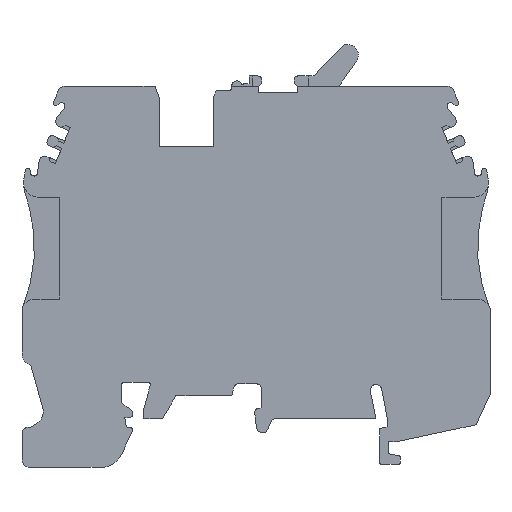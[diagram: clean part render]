
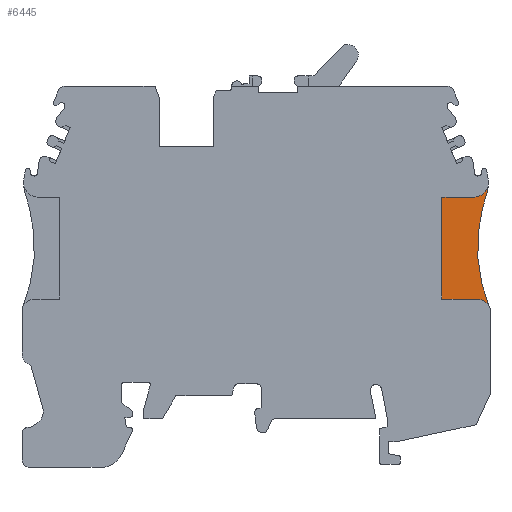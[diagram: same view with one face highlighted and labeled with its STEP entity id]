
A CAD part, front view. The second image highlights one B-rep face of the part: STEP entity #6445.
In plain terms, the highlighted planar face has unit normal (0, -1, 0).
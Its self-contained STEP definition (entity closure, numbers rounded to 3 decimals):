
#117=CIRCLE('',#6715,2.);
#118=CIRCLE('',#6716,20.4);
#119=CIRCLE('',#6717,6.534);
#120=CIRCLE('',#6718,11.425);
#121=CIRCLE('',#6719,2.);
#322=ORIENTED_EDGE('',*,*,#1738,.F.);
#323=ORIENTED_EDGE('',*,*,#1739,.T.);
#324=ORIENTED_EDGE('',*,*,#1740,.T.);
#325=ORIENTED_EDGE('',*,*,#1741,.T.);
#326=ORIENTED_EDGE('',*,*,#1742,.T.);
#327=ORIENTED_EDGE('',*,*,#1743,.T.);
#328=ORIENTED_EDGE('',*,*,#1744,.T.);
#329=ORIENTED_EDGE('',*,*,#1745,.T.);
#330=ORIENTED_EDGE('',*,*,#1735,.T.);
#331=ORIENTED_EDGE('',*,*,#1746,.T.);
#1735=EDGE_CURVE('',#2441,#2440,#2910,.T.);
#1738=EDGE_CURVE('',#2443,#2444,#2913,.F.);
#1739=EDGE_CURVE('',#2443,#2445,#2914,.T.);
#1740=EDGE_CURVE('',#2445,#2446,#117,.F.);
#1741=EDGE_CURVE('',#2446,#2447,#118,.F.);
#1742=EDGE_CURVE('',#2447,#2448,#119,.T.);
#1743=EDGE_CURVE('',#2448,#2449,#120,.T.);
#1744=EDGE_CURVE('',#2449,#2450,#121,.F.);
#1745=EDGE_CURVE('',#2450,#2441,#2915,.T.);
#1746=EDGE_CURVE('',#2440,#2444,#2916,.F.);
#2440=VERTEX_POINT('',#8577);
#2441=VERTEX_POINT('',#8579);
#2443=VERTEX_POINT('',#8585);
#2444=VERTEX_POINT('',#8586);
#2445=VERTEX_POINT('',#8588);
#2446=VERTEX_POINT('',#8590);
#2447=VERTEX_POINT('',#8592);
#2448=VERTEX_POINT('',#8594);
#2449=VERTEX_POINT('',#8596);
#2450=VERTEX_POINT('',#8598);
#2910=LINE('',#8578,#3455);
#2913=LINE('',#8584,#3458);
#2914=LINE('',#8587,#3459);
#2915=LINE('',#8599,#3460);
#2916=LINE('',#8600,#3461);
#3455=VECTOR('',#7184,1000.);
#3458=VECTOR('',#7189,1000.);
#3459=VECTOR('',#7190,1000.);
#3460=VECTOR('',#7201,1000.);
#3461=VECTOR('',#7202,1000.);
#3978=EDGE_LOOP('',(#322,#323,#324,#325,#326,#327,#328,#329,#330,#331));
#4245=FACE_BOUND('',#3978,.T.);
#4508=PLANE('',#6714);
#6445=ADVANCED_FACE('',(#4245),#4508,.T.);
#6714=AXIS2_PLACEMENT_3D('',#8583,#7187,#7188);
#6715=AXIS2_PLACEMENT_3D('',#8589,#7191,#7192);
#6716=AXIS2_PLACEMENT_3D('',#8591,#7193,#7194);
#6717=AXIS2_PLACEMENT_3D('',#8593,#7195,#7196);
#6718=AXIS2_PLACEMENT_3D('',#8595,#7197,#7198);
#6719=AXIS2_PLACEMENT_3D('',#8597,#7199,#7200);
#7184=DIRECTION('',(-0.555,0.,-0.832));
#7187=DIRECTION('',(0.,-1.,0.));
#7188=DIRECTION('',(1.,0.,0.));
#7189=DIRECTION('',(0.555,0.,-0.832));
#7190=DIRECTION('',(1.,0.,0.));
#7191=DIRECTION('',(0.,-1.,0.));
#7192=DIRECTION('',(0.,0.,-1.));
#7193=DIRECTION('',(0.,-1.,0.));
#7194=DIRECTION('',(0.,0.,-1.));
#7195=DIRECTION('',(0.,-1.,0.));
#7196=DIRECTION('',(0.,0.,-1.));
#7197=DIRECTION('',(0.,-1.,0.));
#7198=DIRECTION('',(0.,0.,-1.));
#7199=DIRECTION('',(0.,-1.,0.));
#7200=DIRECTION('',(0.,0.,-1.));
#7201=DIRECTION('',(-1.,0.,0.));
#7202=DIRECTION('',(0.,0.,1.));
#8577=CARTESIAN_POINT('',(19.204,-0.8,8.786));
#8578=CARTESIAN_POINT('',(8.417,-0.8,-7.395));
#8579=CARTESIAN_POINT('',(20.38,-0.8,10.55));
#8583=CARTESIAN_POINT('',(-2.675,-0.8,0.));
#8584=CARTESIAN_POINT('',(11.925,-0.8,9.733));
#8585=CARTESIAN_POINT('',(20.383,-0.8,-2.955));
#8586=CARTESIAN_POINT('',(19.204,-0.8,-1.186));
#8587=CARTESIAN_POINT('',(26.75,-0.8,-2.955));
#8588=CARTESIAN_POINT('',(24.913,-0.8,-2.955));
#8589=CARTESIAN_POINT('',(24.913,-0.8,-4.955));
#8590=CARTESIAN_POINT('',(26.75,-0.8,-4.165));
#8591=CARTESIAN_POINT('',(45.495,-0.8,3.884));
#8592=CARTESIAN_POINT('',(25.779,-0.8,9.124));
#8593=CARTESIAN_POINT('',(19.62,-0.8,11.305));
#8594=CARTESIAN_POINT('',(26.041,-0.8,10.093));
#8595=CARTESIAN_POINT('',(15.241,-0.8,13.823));
#8596=CARTESIAN_POINT('',(26.545,-0.8,12.16));
#8597=CARTESIAN_POINT('',(24.584,-0.8,12.55));
#8598=CARTESIAN_POINT('',(24.584,-0.8,10.55));
#8599=CARTESIAN_POINT('',(20.38,-0.8,10.55));
#8600=CARTESIAN_POINT('',(19.204,-0.8,1.55));
